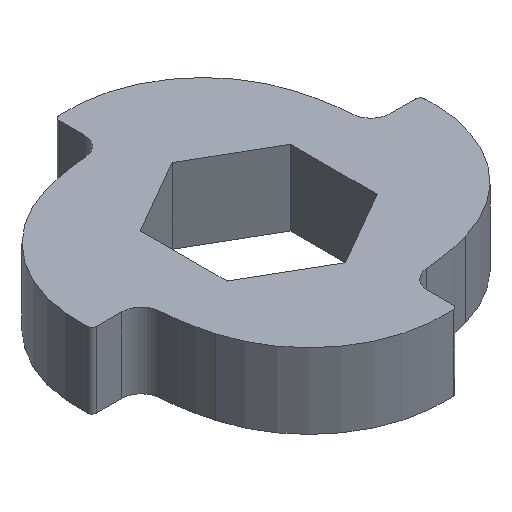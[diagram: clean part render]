
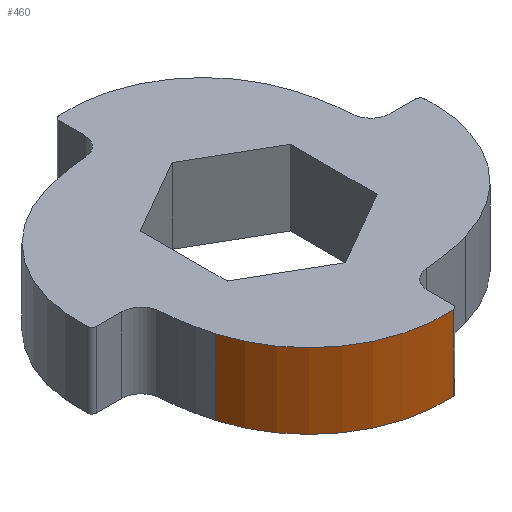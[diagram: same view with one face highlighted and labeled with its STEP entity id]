
A CAD part, isometric view. The second image highlights one B-rep face of the part: STEP entity #460.
In plain terms, the highlighted cylindrical face has radius 11.43 mm (diameter 22.86 mm), a partial arc.
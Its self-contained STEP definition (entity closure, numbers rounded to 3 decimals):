
#61 = DIRECTION ( 'NONE',  ( 0., 0., 1. ) ) ;
#71 = CARTESIAN_POINT ( 'NONE',  ( -10.702, -7.046, 0. ) ) ;
#79 = LINE ( 'NONE', #71, #540 ) ;
#145 = DIRECTION ( 'NONE',  ( 0., 0., 1. ) ) ;
#150 = AXIS2_PLACEMENT_3D ( 'NONE', #827, #145, #223 ) ;
#158 = CARTESIAN_POINT ( 'NONE',  ( 0.297, -3.935, 6.35 ) ) ;
#169 = AXIS2_PLACEMENT_3D ( 'NONE', #440, #61, #596 ) ;
#187 = CIRCLE ( 'NONE', #330, 11.43 ) ;
#192 = EDGE_LOOP ( 'NONE', ( #653, #582, #719, #747 ) ) ;
#223 = DIRECTION ( 'NONE',  ( 1., 0., 0. ) ) ;
#284 = CIRCLE ( 'NONE', #169, 11.43 ) ;
#325 = EDGE_CURVE ( 'NONE', #471, #439, #593, .T. ) ;
#330 = AXIS2_PLACEMENT_3D ( 'NONE', #158, #977, #453 ) ;
#352 = VERTEX_POINT ( 'NONE', #746 ) ;
#397 = EDGE_CURVE ( 'NONE', #578, #471, #284, .T. ) ;
#402 = CARTESIAN_POINT ( 'NONE',  ( -10.702, -7.046, 0. ) ) ;
#439 = VERTEX_POINT ( 'NONE', #838 ) ;
#440 = CARTESIAN_POINT ( 'NONE',  ( 0.297, -3.935, 0. ) ) ;
#453 = DIRECTION ( 'NONE',  ( 1., 0., 0. ) ) ;
#460 = ADVANCED_FACE ( 'NONE', ( #907 ), #749, .T. ) ;
#469 = CARTESIAN_POINT ( 'NONE',  ( 1.114, -15.336, 0. ) ) ;
#471 = VERTEX_POINT ( 'NONE', #469 ) ;
#483 = EDGE_CURVE ( 'NONE', #352, #439, #187, .T. ) ;
#504 = VECTOR ( 'NONE', #810, 1000. ) ;
#540 = VECTOR ( 'NONE', #673, 1000. ) ;
#578 = VERTEX_POINT ( 'NONE', #402 ) ;
#582 = ORIENTED_EDGE ( 'NONE', *, *, #844, .F. ) ;
#593 = LINE ( 'NONE', #885, #504 ) ;
#596 = DIRECTION ( 'NONE',  ( 1., 0., 0. ) ) ;
#653 = ORIENTED_EDGE ( 'NONE', *, *, #483, .F. ) ;
#673 = DIRECTION ( 'NONE',  ( 0., 0., 1. ) ) ;
#719 = ORIENTED_EDGE ( 'NONE', *, *, #397, .T. ) ;
#746 = CARTESIAN_POINT ( 'NONE',  ( -10.702, -7.046, 6.35 ) ) ;
#747 = ORIENTED_EDGE ( 'NONE', *, *, #325, .T. ) ;
#749 = CYLINDRICAL_SURFACE ( 'NONE', #150, 11.43 ) ;
#810 = DIRECTION ( 'NONE',  ( 0., 0., 1. ) ) ;
#827 = CARTESIAN_POINT ( 'NONE',  ( 0.297, -3.935, 0. ) ) ;
#838 = CARTESIAN_POINT ( 'NONE',  ( 1.114, -15.336, 6.35 ) ) ;
#844 = EDGE_CURVE ( 'NONE', #578, #352, #79, .T. ) ;
#885 = CARTESIAN_POINT ( 'NONE',  ( 1.114, -15.336, 0. ) ) ;
#907 = FACE_OUTER_BOUND ( 'NONE', #192, .T. ) ;
#977 = DIRECTION ( 'NONE',  ( 0., 0., 1. ) ) ;
